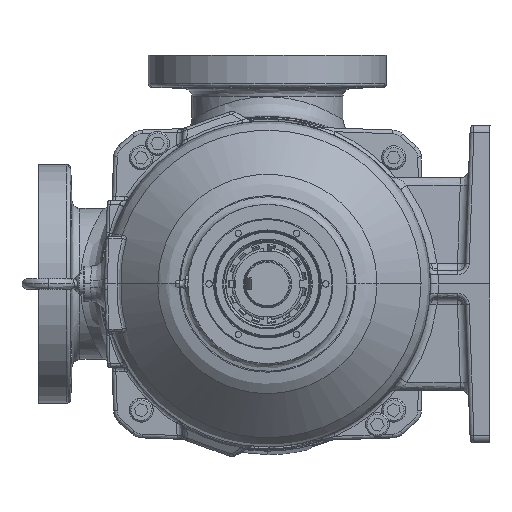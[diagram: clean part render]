
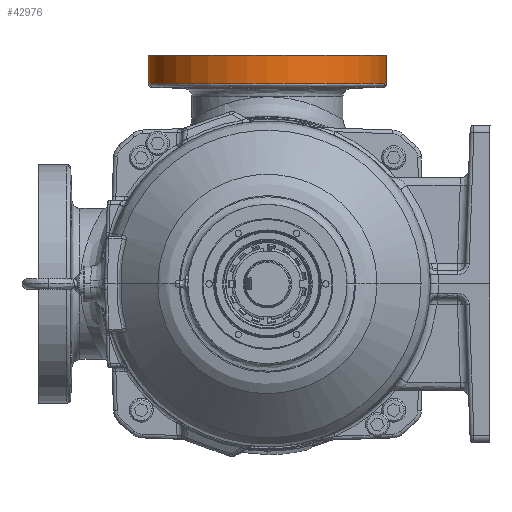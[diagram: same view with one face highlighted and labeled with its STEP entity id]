
A CAD part, left-side view. The second image highlights one B-rep face of the part: STEP entity #42976.
In plain terms, the highlighted cylindrical face has radius 95.25 mm (diameter 190.5 mm), a partial arc.
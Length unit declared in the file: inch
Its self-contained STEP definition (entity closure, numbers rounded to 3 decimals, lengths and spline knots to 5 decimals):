
#8118 = DIRECTION ( 'NONE',  ( 0., 0., -1. ) ) ;
#12991 = AXIS2_PLACEMENT_3D ( 'NONE', #141643, #94114, #33283 ) ;
#21162 = FACE_OUTER_BOUND ( 'NONE', #126479, .T. ) ;
#22853 = VECTOR ( 'NONE', #111641, 39.37008 ) ;
#28900 = EDGE_CURVE ( 'NONE', #62167, #142330, #37576, .T. ) ;
#31865 = CARTESIAN_POINT ( 'NONE',  ( 5.197, 3.75, 7.44095 ) ) ;
#33283 = DIRECTION ( 'NONE',  ( 0., -1., 0. ) ) ;
#33306 = CARTESIAN_POINT ( 'NONE',  ( 5.197, -3.75, 6.30588 ) ) ;
#34623 = ORIENTED_EDGE ( 'NONE', *, *, #50112, .T. ) ;
#37576 = CIRCLE ( 'NONE', #73680, 3.75 ) ;
#41842 = ORIENTED_EDGE ( 'NONE', *, *, #28900, .F. ) ;
#42976 = ADVANCED_FACE ( 'NONE', ( #21162 ), #113862, .T. ) ;
#44748 = CIRCLE ( 'NONE', #157030, 3.75 ) ;
#50112 = EDGE_CURVE ( 'NONE', #156537, #142330, #55087, .T. ) ;
#55087 = LINE ( 'NONE', #75244, #22853 ) ;
#62167 = VERTEX_POINT ( 'NONE', #155605 ) ;
#69913 = VERTEX_POINT ( 'NONE', #135523 ) ;
#70861 = CARTESIAN_POINT ( 'NONE',  ( 5.197, 0., 7.19 ) ) ;
#73530 = EDGE_CURVE ( 'NONE', #69913, #62167, #123046, .T. ) ;
#73680 = AXIS2_PLACEMENT_3D ( 'NONE', #70861, #155340, #83002 ) ;
#75244 = CARTESIAN_POINT ( 'NONE',  ( 5.197, -3.75, 7.44095 ) ) ;
#80642 = CARTESIAN_POINT ( 'NONE',  ( 5.197, 0., 6.30588 ) ) ;
#83002 = DIRECTION ( 'NONE',  ( 0., -1., 0. ) ) ;
#92801 = DIRECTION ( 'NONE',  ( 0., 1., 0. ) ) ;
#94114 = DIRECTION ( 'NONE',  ( 0., 0., 1. ) ) ;
#96352 = ORIENTED_EDGE ( 'NONE', *, *, #126063, .F. ) ;
#111641 = DIRECTION ( 'NONE',  ( 0., 0., 1. ) ) ;
#113862 = CYLINDRICAL_SURFACE ( 'NONE', #12991, 3.75 ) ;
#115489 = VECTOR ( 'NONE', #117496, 39.37008 ) ;
#117496 = DIRECTION ( 'NONE',  ( 0., 0., 1. ) ) ;
#123046 = LINE ( 'NONE', #31865, #115489 ) ;
#126063 = EDGE_CURVE ( 'NONE', #156537, #69913, #44748, .T. ) ;
#126479 = EDGE_LOOP ( 'NONE', ( #150890, #96352, #34623, #41842 ) ) ;
#129956 = CARTESIAN_POINT ( 'NONE',  ( 5.197, -3.75, 7.19 ) ) ;
#135523 = CARTESIAN_POINT ( 'NONE',  ( 5.197, 3.75, 6.30588 ) ) ;
#141643 = CARTESIAN_POINT ( 'NONE',  ( 5.197, 0., 7.44095 ) ) ;
#142330 = VERTEX_POINT ( 'NONE', #129956 ) ;
#150890 = ORIENTED_EDGE ( 'NONE', *, *, #73530, .F. ) ;
#155340 = DIRECTION ( 'NONE',  ( 0., 0., 1. ) ) ;
#155605 = CARTESIAN_POINT ( 'NONE',  ( 5.197, 3.75, 7.19 ) ) ;
#156537 = VERTEX_POINT ( 'NONE', #33306 ) ;
#157030 = AXIS2_PLACEMENT_3D ( 'NONE', #80642, #8118, #92801 ) ;
